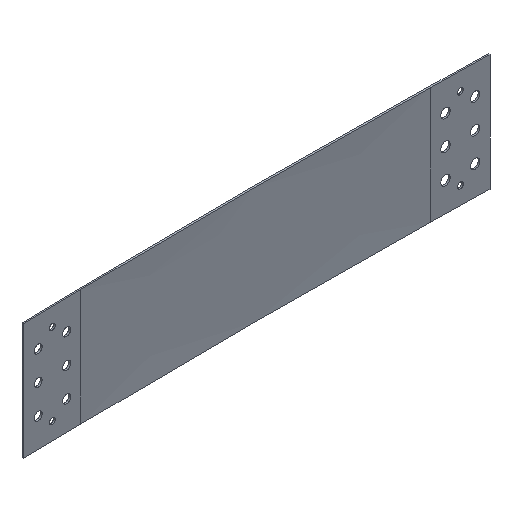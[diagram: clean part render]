
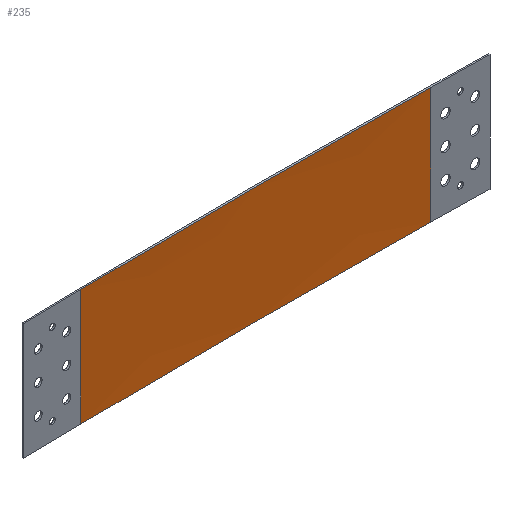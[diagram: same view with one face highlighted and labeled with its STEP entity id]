
A CAD part, isometric view. The second image highlights one B-rep face of the part: STEP entity #235.
In plain terms, the highlighted face is a extrusion surface.
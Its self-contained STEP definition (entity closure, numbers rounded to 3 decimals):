
#129=SURFACE_OF_LINEAR_EXTRUSION('',#348,#603);
#235=ADVANCED_FACE('',(#268),#129,.F.);
#268=FACE_OUTER_BOUND('',#283,.T.);
#283=EDGE_LOOP('',(#385,#386,#387,#388));
#345=B_SPLINE_CURVE_WITH_KNOTS('',5,(#813,#814,#815,#816,#817,#818),
 .UNSPECIFIED.,.F.,.F.,(6,6),(0.,1.),.UNSPECIFIED.);
#347=B_SPLINE_CURVE_WITH_KNOTS('',5,(#841,#842,#843,#844,#845,#846),
 .UNSPECIFIED.,.F.,.F.,(6,6),(0.,1.),.UNSPECIFIED.);
#348=B_SPLINE_CURVE_WITH_KNOTS('',5,(#874,#875,#876,#877,#878,#879),
 .UNSPECIFIED.,.F.,.F.,(6,6),(0.,1.),.UNSPECIFIED.);
#385=ORIENTED_EDGE('',*,*,#524,.T.);
#386=ORIENTED_EDGE('',*,*,#538,.F.);
#387=ORIENTED_EDGE('',*,*,#514,.F.);
#388=ORIENTED_EDGE('',*,*,#537,.T.);
#466=VERTEX_POINT('',#812);
#467=VERTEX_POINT('',#819);
#474=VERTEX_POINT('',#840);
#475=VERTEX_POINT('',#847);
#514=EDGE_CURVE('',#466,#467,#345,.T.);
#524=EDGE_CURVE('',#475,#474,#347,.T.);
#537=EDGE_CURVE('',#466,#475,#581,.T.);
#538=EDGE_CURVE('',#467,#474,#582,.T.);
#581=LINE('',#871,#601);
#582=LINE('',#873,#602);
#601=VECTOR('',#705,1.);
#602=VECTOR('',#708,1.);
#603=VECTOR('',#709,1.);
#705=DIRECTION('',(0.,0.,1.));
#708=DIRECTION('',(0.,0.,1.));
#709=DIRECTION('',(0.,0.,1.));
#812=CARTESIAN_POINT('',(150.,27.5,26.));
#813=CARTESIAN_POINT('',(150.,27.5,26.));
#814=CARTESIAN_POINT('',(90.007,28.625,26.));
#815=CARTESIAN_POINT('',(30.004,29.188,26.));
#816=CARTESIAN_POINT('',(-30.004,29.188,26.));
#817=CARTESIAN_POINT('',(-90.007,28.625,26.));
#818=CARTESIAN_POINT('',(-150.,27.5,26.));
#819=CARTESIAN_POINT('',(-150.,27.5,26.));
#840=CARTESIAN_POINT('',(-150.,27.5,126.));
#841=CARTESIAN_POINT('',(150.,27.5,126.));
#842=CARTESIAN_POINT('',(90.007,28.625,126.));
#843=CARTESIAN_POINT('',(30.004,29.188,126.));
#844=CARTESIAN_POINT('',(-30.004,29.188,126.));
#845=CARTESIAN_POINT('',(-90.007,28.625,126.));
#846=CARTESIAN_POINT('',(-150.,27.5,126.));
#847=CARTESIAN_POINT('',(150.,27.5,126.));
#871=CARTESIAN_POINT('',(150.,27.5,26.));
#873=CARTESIAN_POINT('',(-150.,27.5,26.));
#874=CARTESIAN_POINT('',(150.,27.5,26.));
#875=CARTESIAN_POINT('',(90.007,28.625,26.));
#876=CARTESIAN_POINT('',(30.004,29.188,26.));
#877=CARTESIAN_POINT('',(-30.004,29.188,26.));
#878=CARTESIAN_POINT('',(-90.007,28.625,26.));
#879=CARTESIAN_POINT('',(-150.,27.5,26.));
